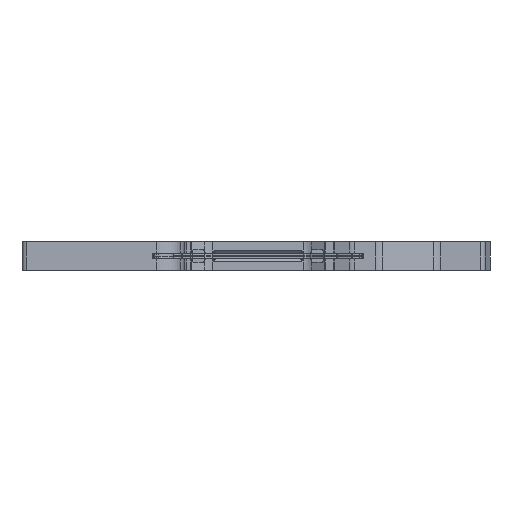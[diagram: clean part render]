
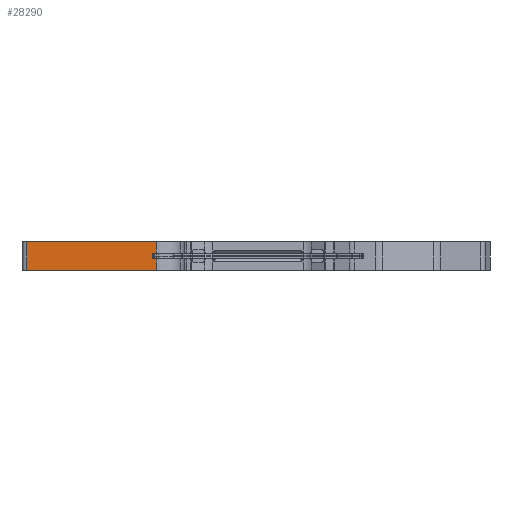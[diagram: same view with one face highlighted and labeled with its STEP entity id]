
A CAD part, front view. The second image highlights one B-rep face of the part: STEP entity #28290.
In plain terms, the highlighted planar face has unit normal (0, -1, 0).
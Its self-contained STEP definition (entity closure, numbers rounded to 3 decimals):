
#50 = DIRECTION ( 'NONE',  ( 0., 0., 1. ) ) ;
#295 = EDGE_CURVE ( 'NONE', #28306, #16494, #25337, .T. ) ;
#420 = VECTOR ( 'NONE', #10841, 1000. ) ;
#983 = CARTESIAN_POINT ( 'NONE',  ( 1250.237, 748.588, 0. ) ) ;
#1634 = VECTOR ( 'NONE', #50, 1000. ) ;
#2865 = DIRECTION ( 'NONE',  ( 0., -1., 0. ) ) ;
#3018 = VERTEX_POINT ( 'NONE', #3692 ) ;
#3050 = PLANE ( 'NONE',  #17465 ) ;
#3094 = DIRECTION ( 'NONE',  ( 0., 0., 1. ) ) ;
#3344 = EDGE_CURVE ( 'NONE', #31357, #9419, #11938, .T. ) ;
#3583 = EDGE_CURVE ( 'NONE', #9419, #3018, #27565, .T. ) ;
#3692 = CARTESIAN_POINT ( 'NONE',  ( 1249.429, 748.588, 2.325 ) ) ;
#5001 = LINE ( 'NONE', #13668, #420 ) ;
#5100 = DIRECTION ( 'NONE',  ( 0., 0., -1. ) ) ;
#5616 = ORIENTED_EDGE ( 'NONE', *, *, #7896, .F. ) ;
#7754 = CARTESIAN_POINT ( 'NONE',  ( 1249.429, 748.588, 0. ) ) ;
#7896 = EDGE_CURVE ( 'NONE', #34183, #26585, #8105, .T. ) ;
#8003 = CARTESIAN_POINT ( 'NONE',  ( 1223.662, 748.588, 0. ) ) ;
#8082 = VERTEX_POINT ( 'NONE', #23552 ) ;
#8105 = LINE ( 'NONE', #36750, #13572 ) ;
#9041 = CARTESIAN_POINT ( 'NONE',  ( 1223.662, 748.588, 5.85 ) ) ;
#9419 = VERTEX_POINT ( 'NONE', #24438 ) ;
#10234 = ORIENTED_EDGE ( 'NONE', *, *, #17284, .F. ) ;
#10841 = DIRECTION ( 'NONE',  ( 1., 0., 0. ) ) ;
#11938 = LINE ( 'NONE', #29659, #35299 ) ;
#13572 = VECTOR ( 'NONE', #19420, 1000. ) ;
#13668 = CARTESIAN_POINT ( 'NONE',  ( 1250.237, 748.588, 5.85 ) ) ;
#14889 = VECTOR ( 'NONE', #5100, 1000. ) ;
#15656 = ORIENTED_EDGE ( 'NONE', *, *, #18305, .T. ) ;
#15875 = DIRECTION ( 'NONE',  ( -1., 0., 0. ) ) ;
#16494 = VERTEX_POINT ( 'NONE', #9041 ) ;
#17284 = EDGE_CURVE ( 'NONE', #16494, #8082, #5001, .T. ) ;
#17465 = AXIS2_PLACEMENT_3D ( 'NONE', #20557, #2865, #20007 ) ;
#18305 = EDGE_CURVE ( 'NONE', #28306, #31357, #32407, .T. ) ;
#19420 = DIRECTION ( 'NONE',  ( -1., 0., 0. ) ) ;
#20007 = DIRECTION ( 'NONE',  ( 1., 0., 0. ) ) ;
#20557 = CARTESIAN_POINT ( 'NONE',  ( 1250.237, 748.588, 0. ) ) ;
#21280 = ORIENTED_EDGE ( 'NONE', *, *, #31606, .F. ) ;
#21437 = VECTOR ( 'NONE', #29590, 1000. ) ;
#22817 = ORIENTED_EDGE ( 'NONE', *, *, #3344, .T. ) ;
#23552 = CARTESIAN_POINT ( 'NONE',  ( 1250.237, 748.588, 5.85 ) ) ;
#23997 = CARTESIAN_POINT ( 'NONE',  ( 1249.429, 748.588, 3.525 ) ) ;
#24438 = CARTESIAN_POINT ( 'NONE',  ( 1250.237, 748.588, 2.325 ) ) ;
#24898 = CARTESIAN_POINT ( 'NONE',  ( 1250.237, 748.588, 2.325 ) ) ;
#25337 = LINE ( 'NONE', #8003, #35536 ) ;
#26585 = VERTEX_POINT ( 'NONE', #23997 ) ;
#27565 = LINE ( 'NONE', #24898, #32518 ) ;
#28290 = ADVANCED_FACE ( 'NONE', ( #30367 ), #3050, .T. ) ;
#28306 = VERTEX_POINT ( 'NONE', #34876 ) ;
#28896 = CARTESIAN_POINT ( 'NONE',  ( 1250.237, 748.588, 0. ) ) ;
#29590 = DIRECTION ( 'NONE',  ( 1., 0., 0. ) ) ;
#29659 = CARTESIAN_POINT ( 'NONE',  ( 1250.237, 748.588, 0. ) ) ;
#29761 = CARTESIAN_POINT ( 'NONE',  ( 1250.237, 748.588, 0. ) ) ;
#30367 = FACE_OUTER_BOUND ( 'NONE', #31938, .T. ) ;
#30986 = DIRECTION ( 'NONE',  ( 0., 0., 1. ) ) ;
#31357 = VERTEX_POINT ( 'NONE', #983 ) ;
#31542 = CARTESIAN_POINT ( 'NONE',  ( 1250.237, 748.588, 3.525 ) ) ;
#31606 = EDGE_CURVE ( 'NONE', #26585, #3018, #34317, .T. ) ;
#31938 = EDGE_LOOP ( 'NONE', ( #22817, #35304, #21280, #5616, #32807, #10234, #33150, #15656 ) ) ;
#32407 = LINE ( 'NONE', #29761, #21437 ) ;
#32518 = VECTOR ( 'NONE', #15875, 1000. ) ;
#32807 = ORIENTED_EDGE ( 'NONE', *, *, #37241, .T. ) ;
#33150 = ORIENTED_EDGE ( 'NONE', *, *, #295, .F. ) ;
#34183 = VERTEX_POINT ( 'NONE', #31542 ) ;
#34317 = LINE ( 'NONE', #7754, #14889 ) ;
#34355 = LINE ( 'NONE', #28896, #1634 ) ;
#34876 = CARTESIAN_POINT ( 'NONE',  ( 1223.662, 748.588, 0. ) ) ;
#35299 = VECTOR ( 'NONE', #3094, 1000. ) ;
#35304 = ORIENTED_EDGE ( 'NONE', *, *, #3583, .T. ) ;
#35536 = VECTOR ( 'NONE', #30986, 1000. ) ;
#36750 = CARTESIAN_POINT ( 'NONE',  ( 1250.237, 748.588, 3.525 ) ) ;
#37241 = EDGE_CURVE ( 'NONE', #34183, #8082, #34355, .T. ) ;
